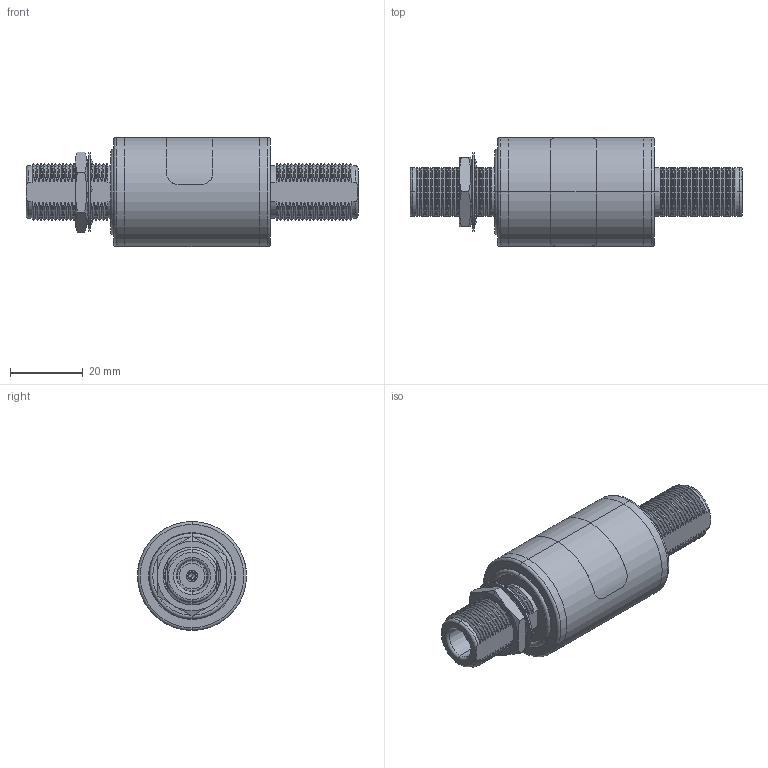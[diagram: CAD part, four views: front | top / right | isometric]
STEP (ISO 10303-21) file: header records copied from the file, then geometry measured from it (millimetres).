
FILE_DESCRIPTION (( 'STEP AP203' ), '1' );
FILE_NAME ('FMSP1000.step', '2019-01-22T23:23:18', ( '' ), ( '' ), 'SwSTEP 2.0', 'SolidWorks 2017', '' );
FILE_SCHEMA (( 'CONFIG_CONTROL_DESIGN' ));
Length unit declared in the file: inch
Products named in the file (1): FMSP1000
Bounding box: 91.34 x 29.97 x 30 mm (x, y, z)
Volume: 27911.3 mm3; surface area: 22631.2 mm2
Topology: 12 solids, 13 shells, 1161 faces, 2921 edges, 1808 vertices
Faces by surface type: cylinder 522, cone 448, plane 114, bspline 45, torus 32
Entity records: 37300 total; most frequent: CARTESIAN_POINT 9585, DIRECTION 5919, ORIENTED_EDGE 5826, EDGE_CURVE 2913, AXIS2_PLACEMENT_3D 2399, VERTEX_POINT 1808, CIRCLE 1282, EDGE_LOOP 1207
